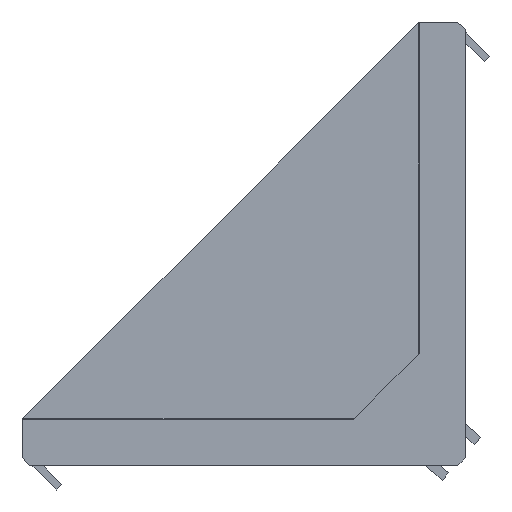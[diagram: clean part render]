
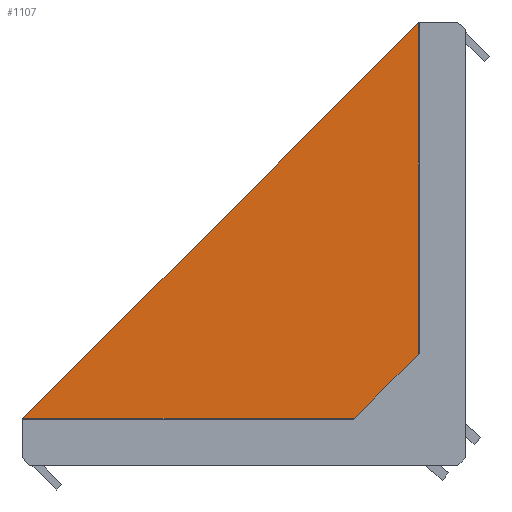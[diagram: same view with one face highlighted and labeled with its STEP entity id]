
A CAD part, left-side view. The second image highlights one B-rep face of the part: STEP entity #1107.
In plain terms, the highlighted planar face has unit normal (-1, 0, 0).
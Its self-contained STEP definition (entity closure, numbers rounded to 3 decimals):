
#62 = VERTEX_POINT ( 'NONE', #3762 ) ;
#130 = ORIENTED_EDGE ( 'NONE', *, *, #2773, .T. ) ;
#182 = VECTOR ( 'NONE', #2439, 1000. ) ;
#254 = LINE ( 'NONE', #1470, #3361 ) ;
#270 = PLANE ( 'NONE',  #2304 ) ;
#294 = LINE ( 'NONE', #2691, #182 ) ;
#321 = VERTEX_POINT ( 'NONE', #2174 ) ;
#532 = ORIENTED_EDGE ( 'NONE', *, *, #1512, .F. ) ;
#828 = DIRECTION ( 'NONE',  ( 0., -1., 0. ) ) ;
#1107 = ADVANCED_FACE ( 'NONE', ( #1466 ), #270, .F. ) ;
#1466 = FACE_OUTER_BOUND ( 'NONE', #3814, .T. ) ;
#1470 = CARTESIAN_POINT ( 'NONE',  ( 13.143, -29.659, -29.679 ) ) ;
#1494 = CARTESIAN_POINT ( 'NONE',  ( 13.143, 56.861, -29.847 ) ) ;
#1506 = EDGE_CURVE ( 'NONE', #62, #321, #294, .T. ) ;
#1512 = EDGE_CURVE ( 'NONE', #3817, #321, #3306, .T. ) ;
#1513 = CARTESIAN_POINT ( 'NONE',  ( 13.143, 56.861, 56.673 ) ) ;
#1758 = DIRECTION ( 'NONE',  ( 0., -0.707, 0.707 ) ) ;
#1921 = CARTESIAN_POINT ( 'NONE',  ( 13.143, 56.693, -29.679 ) ) ;
#2109 = ORIENTED_EDGE ( 'NONE', *, *, #1506, .T. ) ;
#2149 = DIRECTION ( 'NONE',  ( 0., 0., -1. ) ) ;
#2174 = CARTESIAN_POINT ( 'NONE',  ( 13.143, -29.491, 56.505 ) ) ;
#2304 = AXIS2_PLACEMENT_3D ( 'NONE', #1513, #3062, #2149 ) ;
#2439 = DIRECTION ( 'NONE',  ( 0., 0., 1. ) ) ;
#2564 = VECTOR ( 'NONE', #1758, 1000. ) ;
#2691 = CARTESIAN_POINT ( 'NONE',  ( 13.143, -29.491, 56.673 ) ) ;
#2773 = EDGE_CURVE ( 'NONE', #3817, #62, #254, .T. ) ;
#3062 = DIRECTION ( 'NONE',  ( 1., 0., 0. ) ) ;
#3306 = LINE ( 'NONE', #1494, #2564 ) ;
#3361 = VECTOR ( 'NONE', #828, 1000. ) ;
#3762 = CARTESIAN_POINT ( 'NONE',  ( 13.143, -29.491, -29.679 ) ) ;
#3814 = EDGE_LOOP ( 'NONE', ( #130, #2109, #532 ) ) ;
#3817 = VERTEX_POINT ( 'NONE', #1921 ) ;
